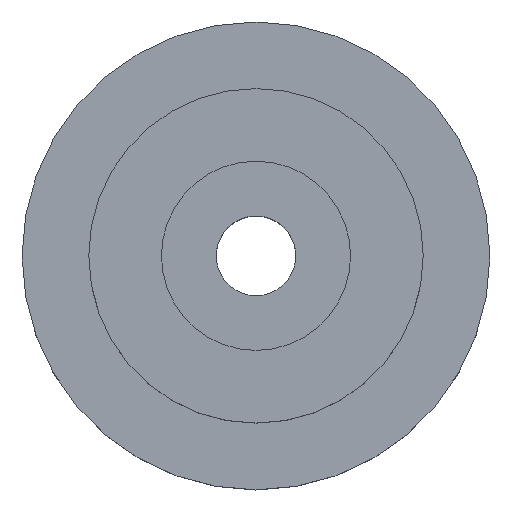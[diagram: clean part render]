
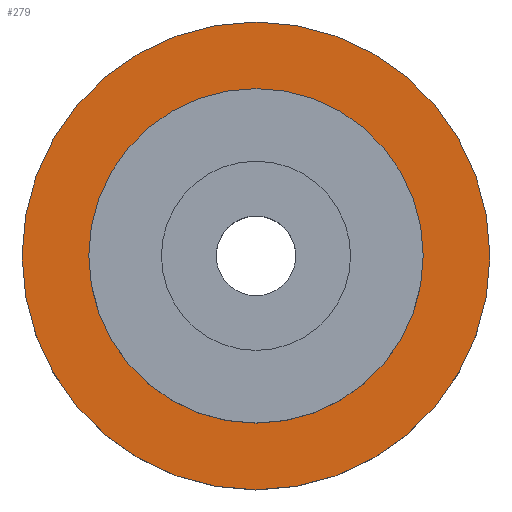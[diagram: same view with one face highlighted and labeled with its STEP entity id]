
A CAD part, top view. The second image highlights one B-rep face of the part: STEP entity #279.
In plain terms, the highlighted planar face has unit normal (0, 0, 1).
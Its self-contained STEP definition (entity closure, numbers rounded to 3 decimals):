
#19 = AXIS2_PLACEMENT_3D ( 'NONE', #327, #511, #328 ) ;
#24 = EDGE_CURVE ( 'NONE', #498, #41, #374, .T. ) ;
#34 = EDGE_CURVE ( 'NONE', #41, #498, #139, .T. ) ;
#41 = VERTEX_POINT ( 'NONE', #341 ) ;
#54 = EDGE_CURVE ( 'NONE', #322, #130, #132, .T. ) ;
#56 = DIRECTION ( 'NONE',  ( 0., 0., -1. ) ) ;
#72 = CARTESIAN_POINT ( 'NONE',  ( 23.5, 0., -5.8 ) ) ;
#91 = AXIS2_PLACEMENT_3D ( 'NONE', #173, #494, #225 ) ;
#120 = EDGE_LOOP ( 'NONE', ( #569, #449 ) ) ;
#130 = VERTEX_POINT ( 'NONE', #577 ) ;
#132 = CIRCLE ( 'NONE', #203, 16.8 ) ;
#135 = CARTESIAN_POINT ( 'NONE',  ( -16.8, 0., -5.8 ) ) ;
#139 = CIRCLE ( 'NONE', #489, 23.5 ) ;
#165 = DIRECTION ( 'NONE',  ( 1., 0., 0. ) ) ;
#171 = EDGE_CURVE ( 'NONE', #130, #322, #399, .T. ) ;
#173 = CARTESIAN_POINT ( 'NONE',  ( 0., 20.15, -5.8 ) ) ;
#181 = FACE_BOUND ( 'NONE', #120, .T. ) ;
#197 = ORIENTED_EDGE ( 'NONE', *, *, #24, .F. ) ;
#198 = EDGE_LOOP ( 'NONE', ( #197, #439 ) ) ;
#203 = AXIS2_PLACEMENT_3D ( 'NONE', #427, #56, #245 ) ;
#225 = DIRECTION ( 'NONE',  ( 0., -1., 0. ) ) ;
#245 = DIRECTION ( 'NONE',  ( 1., 0., 0. ) ) ;
#279 = ADVANCED_FACE ( 'NONE', ( #181, #554 ), #546, .T. ) ;
#301 = DIRECTION ( 'NONE',  ( 1., 0., 0. ) ) ;
#322 = VERTEX_POINT ( 'NONE', #135 ) ;
#327 = CARTESIAN_POINT ( 'NONE',  ( 0., 0., -5.8 ) ) ;
#328 = DIRECTION ( 'NONE',  ( 1., 0., 0. ) ) ;
#341 = CARTESIAN_POINT ( 'NONE',  ( -23.5, 0., -5.8 ) ) ;
#369 = AXIS2_PLACEMENT_3D ( 'NONE', #479, #440, #165 ) ;
#374 = CIRCLE ( 'NONE', #19, 23.5 ) ;
#399 = CIRCLE ( 'NONE', #369, 16.8 ) ;
#427 = CARTESIAN_POINT ( 'NONE',  ( 0., 0., -5.8 ) ) ;
#439 = ORIENTED_EDGE ( 'NONE', *, *, #34, .F. ) ;
#440 = DIRECTION ( 'NONE',  ( 0., 0., -1. ) ) ;
#449 = ORIENTED_EDGE ( 'NONE', *, *, #54, .T. ) ;
#479 = CARTESIAN_POINT ( 'NONE',  ( 0., 0., -5.8 ) ) ;
#489 = AXIS2_PLACEMENT_3D ( 'NONE', #517, #519, #301 ) ;
#494 = DIRECTION ( 'NONE',  ( 0., 0., 1. ) ) ;
#498 = VERTEX_POINT ( 'NONE', #72 ) ;
#511 = DIRECTION ( 'NONE',  ( 0., 0., -1. ) ) ;
#517 = CARTESIAN_POINT ( 'NONE',  ( 0., 0., -5.8 ) ) ;
#519 = DIRECTION ( 'NONE',  ( 0., 0., -1. ) ) ;
#546 = PLANE ( 'NONE',  #91 ) ;
#554 = FACE_OUTER_BOUND ( 'NONE', #198, .T. ) ;
#569 = ORIENTED_EDGE ( 'NONE', *, *, #171, .T. ) ;
#577 = CARTESIAN_POINT ( 'NONE',  ( 16.8, 0., -5.8 ) ) ;
